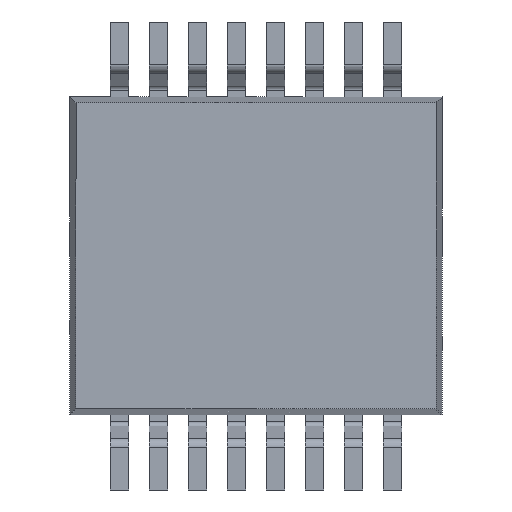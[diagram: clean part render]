
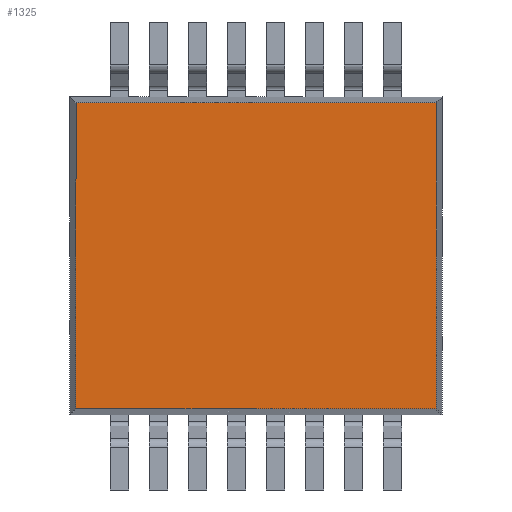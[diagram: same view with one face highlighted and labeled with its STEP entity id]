
A CAD part, front view. The second image highlights one B-rep face of the part: STEP entity #1325.
In plain terms, the highlighted face is planar.
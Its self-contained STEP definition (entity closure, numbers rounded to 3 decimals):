
#37 = CARTESIAN_POINT ( 'NONE',  ( 3., -2.55, 0.15 ) ) ;
#153 = ORIENTED_EDGE ( 'NONE', *, *, #429, .T. ) ;
#177 = CARTESIAN_POINT ( 'NONE',  ( 0., 2.55, 0.15 ) ) ;
#212 = VERTEX_POINT ( 'NONE', #37 ) ;
#214 = LINE ( 'NONE', #1990, #1127 ) ;
#252 = VECTOR ( 'NONE', #958, 1000. ) ;
#324 = EDGE_LOOP ( 'NONE', ( #1109, #153, #648, #1584 ) ) ;
#429 = EDGE_CURVE ( 'NONE', #543, #1423, #1706, .T. ) ;
#543 = VERTEX_POINT ( 'NONE', #2070 ) ;
#618 = DIRECTION ( 'NONE',  ( 1., 0., 0. ) ) ;
#648 = ORIENTED_EDGE ( 'NONE', *, *, #1555, .T. ) ;
#659 = CARTESIAN_POINT ( 'NONE',  ( -3., -2.55, 0.15 ) ) ;
#661 = PLANE ( 'NONE',  #881 ) ;
#692 = CARTESIAN_POINT ( 'NONE',  ( -3., 0., 0.15 ) ) ;
#781 = FACE_OUTER_BOUND ( 'NONE', #324, .T. ) ;
#881 = AXIS2_PLACEMENT_3D ( 'NONE', #1228, #1400, #2277 ) ;
#958 = DIRECTION ( 'NONE',  ( -1., 0., 0. ) ) ;
#1024 = LINE ( 'NONE', #1498, #252 ) ;
#1046 = VECTOR ( 'NONE', #1087, 1000. ) ;
#1087 = DIRECTION ( 'NONE',  ( 0., 1., 0. ) ) ;
#1109 = ORIENTED_EDGE ( 'NONE', *, *, #1421, .T. ) ;
#1127 = VECTOR ( 'NONE', #1464, 1000. ) ;
#1176 = VECTOR ( 'NONE', #618, 1000. ) ;
#1228 = CARTESIAN_POINT ( 'NONE',  ( 0., 0., 0.15 ) ) ;
#1325 = ADVANCED_FACE ( 'NONE', ( #781 ), #661, .T. ) ;
#1400 = DIRECTION ( 'NONE',  ( 0., 0., -1. ) ) ;
#1421 = EDGE_CURVE ( 'NONE', #1991, #543, #2362, .T. ) ;
#1423 = VERTEX_POINT ( 'NONE', #2160 ) ;
#1464 = DIRECTION ( 'NONE',  ( 0., -1., 0. ) ) ;
#1498 = CARTESIAN_POINT ( 'NONE',  ( 0., -2.55, 0.15 ) ) ;
#1555 = EDGE_CURVE ( 'NONE', #1423, #212, #214, .T. ) ;
#1584 = ORIENTED_EDGE ( 'NONE', *, *, #1726, .T. ) ;
#1706 = LINE ( 'NONE', #177, #1176 ) ;
#1726 = EDGE_CURVE ( 'NONE', #212, #1991, #1024, .T. ) ;
#1990 = CARTESIAN_POINT ( 'NONE',  ( 3., 0., 0.15 ) ) ;
#1991 = VERTEX_POINT ( 'NONE', #659 ) ;
#2070 = CARTESIAN_POINT ( 'NONE',  ( -3., 2.55, 0.15 ) ) ;
#2160 = CARTESIAN_POINT ( 'NONE',  ( 3., 2.55, 0.15 ) ) ;
#2277 = DIRECTION ( 'NONE',  ( -1., 0., 0. ) ) ;
#2362 = LINE ( 'NONE', #692, #1046 ) ;
